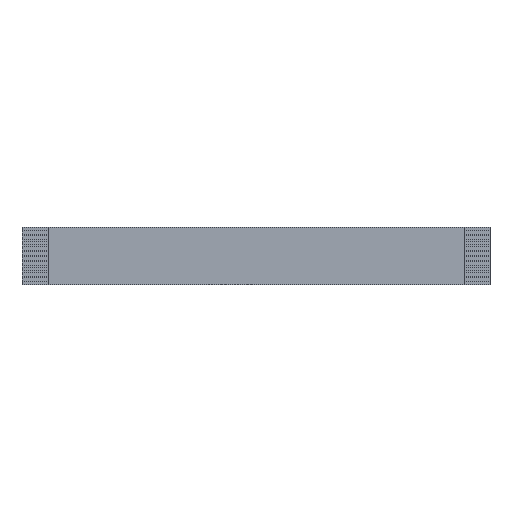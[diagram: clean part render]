
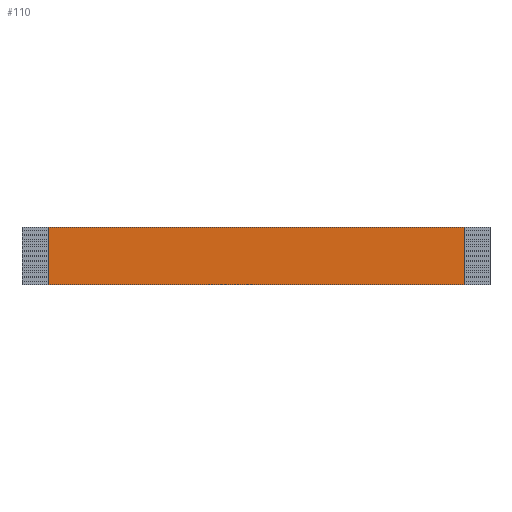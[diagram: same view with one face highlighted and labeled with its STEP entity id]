
A CAD part, top view. The second image highlights one B-rep face of the part: STEP entity #110.
In plain terms, the highlighted planar face has unit normal (0, 0, 1).
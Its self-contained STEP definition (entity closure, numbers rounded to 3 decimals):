
#110 = ADVANCED_FACE( '', ( #290 ), #291, .F. );
#290 = FACE_OUTER_BOUND( '', #537, .T. );
#291 = PLANE( '', #538 );
#537 = EDGE_LOOP( '', ( #793, #794, #795, #796 ) );
#538 = AXIS2_PLACEMENT_3D( '', #797, #798, #799 );
#793 = ORIENTED_EDGE( '', *, *, #1596, .T. );
#794 = ORIENTED_EDGE( '', *, *, #1597, .F. );
#795 = ORIENTED_EDGE( '', *, *, #1598, .F. );
#796 = ORIENTED_EDGE( '', *, *, #1599, .T. );
#797 = CARTESIAN_POINT( '', ( -40., 5.5, 0.188 ) );
#798 = DIRECTION( '', ( 0., 0., -1. ) );
#799 = DIRECTION( '', ( -1., 0., 0. ) );
#1596 = EDGE_CURVE( '', #1934, #1935, #1936, .T. );
#1597 = EDGE_CURVE( '', #1937, #1935, #1938, .T. );
#1598 = EDGE_CURVE( '', #1939, #1937, #1940, .T. );
#1599 = EDGE_CURVE( '', #1939, #1934, #1941, .T. );
#1934 = VERTEX_POINT( '', #2420 );
#1935 = VERTEX_POINT( '', #2421 );
#1936 = LINE( '', #2422, #2423 );
#1937 = VERTEX_POINT( '', #2424 );
#1938 = LINE( '', #2425, #2426 );
#1939 = VERTEX_POINT( '', #2427 );
#1940 = LINE( '', #2428, #2429 );
#1941 = LINE( '', #2430, #2431 );
#2420 = CARTESIAN_POINT( '', ( -40., -5.5, 0.188 ) );
#2421 = CARTESIAN_POINT( '', ( 40., -5.5, 0.188 ) );
#2422 = CARTESIAN_POINT( '', ( -40., -5.5, 0.188 ) );
#2423 = VECTOR( '', #3112, 1000. );
#2424 = CARTESIAN_POINT( '', ( 40., 5.5, 0.188 ) );
#2425 = CARTESIAN_POINT( '', ( 40., 5.5, 0.188 ) );
#2426 = VECTOR( '', #3113, 1000. );
#2427 = CARTESIAN_POINT( '', ( -40., 5.5, 0.188 ) );
#2428 = CARTESIAN_POINT( '', ( -40., 5.5, 0.188 ) );
#2429 = VECTOR( '', #3114, 1000. );
#2430 = CARTESIAN_POINT( '', ( -40., 5.5, 0.188 ) );
#2431 = VECTOR( '', #3115, 1000. );
#3112 = DIRECTION( '', ( 1., 0., 0. ) );
#3113 = DIRECTION( '', ( 0., -1., 0. ) );
#3114 = DIRECTION( '', ( 1., 0., 0. ) );
#3115 = DIRECTION( '', ( 0., -1., 0. ) );
